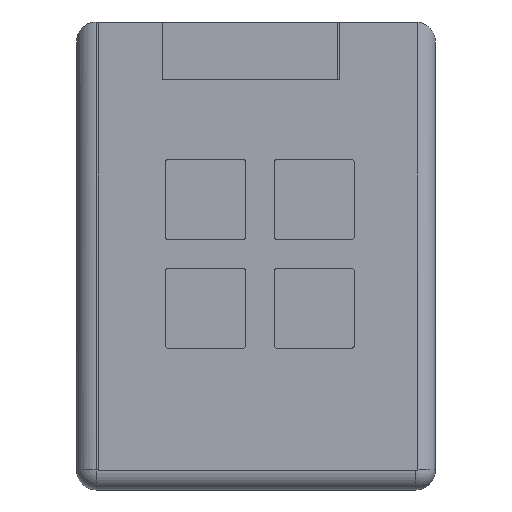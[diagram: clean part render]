
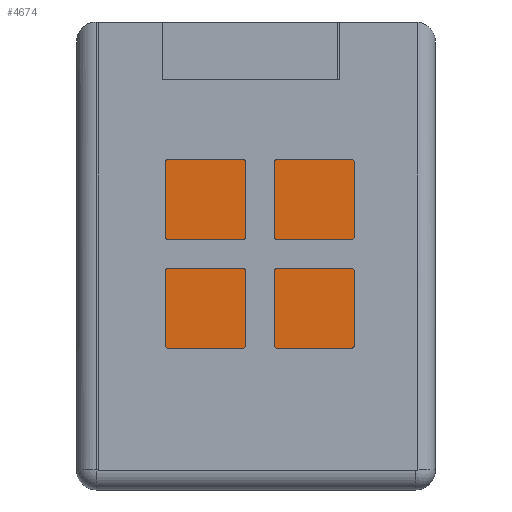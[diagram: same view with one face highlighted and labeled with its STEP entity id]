
A CAD part, top view. The second image highlights one B-rep face of the part: STEP entity #4674.
In plain terms, the highlighted planar face has unit normal (0, 0, 1).
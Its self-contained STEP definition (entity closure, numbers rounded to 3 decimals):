
#614=FACE_OUTER_BOUND('',#885,.T.);
#885=EDGE_LOOP('',(#4278,#4279,#4280,#4281));
#1344=LINE('',#8542,#1811);
#1347=LINE('',#8548,#1814);
#1350=LINE('',#8554,#1817);
#1353=LINE('',#8558,#1820);
#1811=VECTOR('',#5788,10.);
#1814=VECTOR('',#5793,10.);
#1817=VECTOR('',#5798,10.);
#1820=VECTOR('',#5803,10.);
#2261=VERTEX_POINT('',#8539);
#2262=VERTEX_POINT('',#8541);
#2264=VERTEX_POINT('',#8547);
#2266=VERTEX_POINT('',#8553);
#2930=EDGE_CURVE('',#2262,#2261,#1344,.T.);
#2933=EDGE_CURVE('',#2264,#2262,#1347,.T.);
#2936=EDGE_CURVE('',#2266,#2264,#1350,.T.);
#2939=EDGE_CURVE('',#2261,#2266,#1353,.T.);
#4278=ORIENTED_EDGE('',*,*,#2939,.T.);
#4279=ORIENTED_EDGE('',*,*,#2936,.T.);
#4280=ORIENTED_EDGE('',*,*,#2933,.T.);
#4281=ORIENTED_EDGE('',*,*,#2930,.T.);
#4426=PLANE('',#4905);
#4674=ADVANCED_FACE('',(#614),#4426,.T.);
#4905=AXIS2_PLACEMENT_3D('',#8559,#5804,#5805);
#5788=DIRECTION('',(0.,-1.,0.));
#5793=DIRECTION('',(-1.,0.,0.));
#5798=DIRECTION('',(0.,1.,0.));
#5803=DIRECTION('',(1.,0.,0.));
#5804=DIRECTION('center_axis',(0.,0.,1.));
#5805=DIRECTION('ref_axis',(1.,0.,0.));
#8539=CARTESIAN_POINT('',(-131.298,42.729,32.6));
#8541=CARTESIAN_POINT('',(-131.298,104.642,32.6));
#8542=CARTESIAN_POINT('',(-131.298,42.729,32.6));
#8547=CARTESIAN_POINT('',(-88.436,104.642,32.6));
#8548=CARTESIAN_POINT('',(-131.298,104.642,32.6));
#8553=CARTESIAN_POINT('',(-88.436,42.729,32.6));
#8554=CARTESIAN_POINT('',(-88.436,104.642,32.6));
#8558=CARTESIAN_POINT('',(-88.436,42.729,32.6));
#8559=CARTESIAN_POINT('Origin',(-109.867,73.686,32.6));
